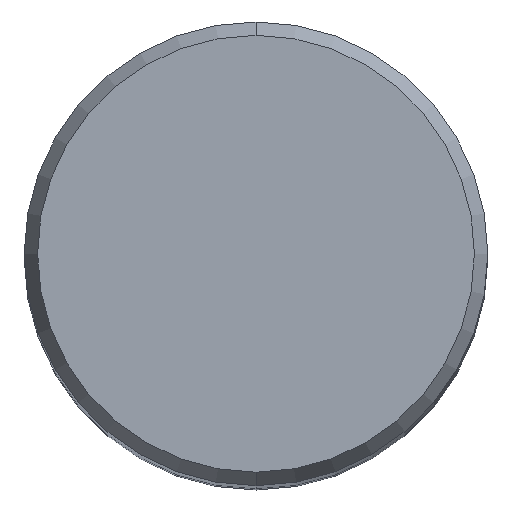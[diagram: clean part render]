
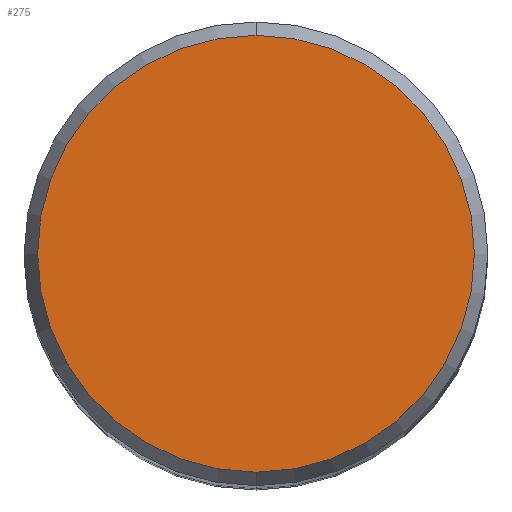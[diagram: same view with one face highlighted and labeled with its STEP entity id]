
A CAD part, top view. The second image highlights one B-rep face of the part: STEP entity #275.
In plain terms, the highlighted planar face has unit normal (0, 0, 1).
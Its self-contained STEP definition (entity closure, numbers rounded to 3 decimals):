
#167=VERTEX_POINT('',#436);
#183=EDGE_CURVE('',#167,#229,#454,.T.);
#229=VERTEX_POINT('',#504);
#273=EDGE_CURVE('',#229,#167,#549,.T.);
#275=ADVANCED_FACE('',(#551),#552,.T.);
#436=CARTESIAN_POINT('',(0.0,7.479,0.0));
#454=CIRCLE('',#769,7.479);
#504=CARTESIAN_POINT('',(0.,-7.479,0.0));
#549=CIRCLE('',#952,7.479);
#551=FACE_OUTER_BOUND('',#954,.T.);
#552=PLANE('',#955);
#769=AXIS2_PLACEMENT_3D('',#1381,#1382,#1383);
#952=AXIS2_PLACEMENT_3D('',#1467,#1468,#1469);
#954=EDGE_LOOP('',(#1471,#1472));
#955=AXIS2_PLACEMENT_3D('',#1473,#1474,#1475);
#1381=CARTESIAN_POINT('',(0.0,0.0,0.0));
#1382=DIRECTION('',(0.0,0.0,-1.0));
#1383=DIRECTION('',(0.0,1.0,0.0));
#1467=CARTESIAN_POINT('',(0.0,0.0,0.0));
#1468=DIRECTION('',(0.0,0.0,-1.0));
#1469=DIRECTION('',(0.0,1.0,0.0));
#1471=ORIENTED_EDGE('',*,*,#183,.F.);
#1472=ORIENTED_EDGE('',*,*,#273,.F.);
#1473=CARTESIAN_POINT('',(0.0,3.74,0.0));
#1474=DIRECTION('',(-0.0,0.0,1.0));
#1475=DIRECTION('',(0.0,-1.0,0.0));
